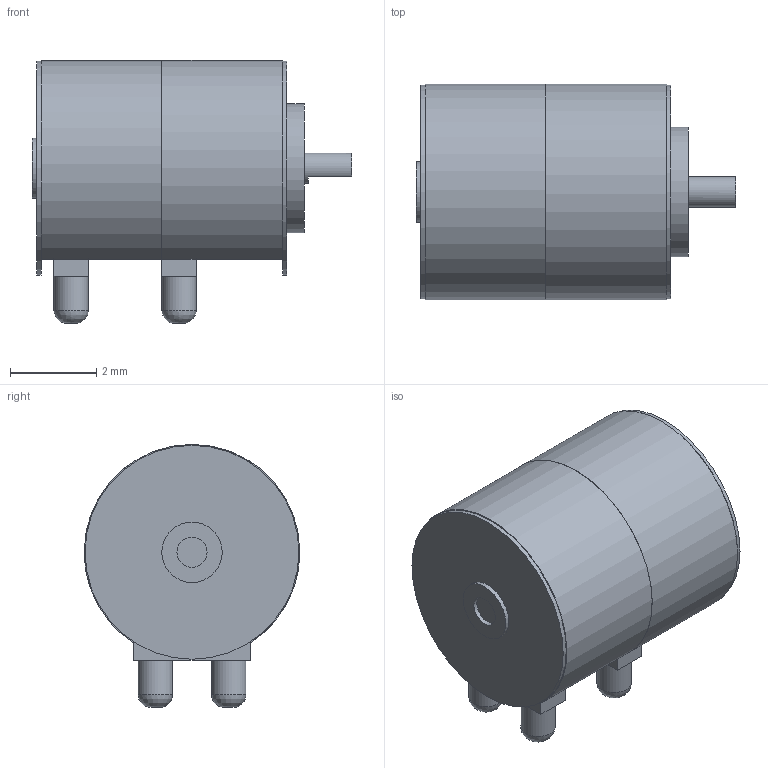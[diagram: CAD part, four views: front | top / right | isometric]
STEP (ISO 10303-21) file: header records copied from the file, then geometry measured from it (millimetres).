
FILE_DESCRIPTION(('FreeCAD Model'),'2;1');
FILE_NAME('Open CASCADE Shape Model','2025-01-06T12:05:31',(''),(''), 'Open CASCADE STEP processor 7.8','FreeCAD','Unknown');
FILE_SCHEMA(('AUTOMOTIVE_DESIGN { 1 0 10303 214 1 1 1 1 }'));
Length unit declared in the file: millimetre
Products named in the file (15): Assembly; Part; BushingFront; EndCapFront; CoilFront; BodyFront; Shaft; CoilRear; BodyRear; EndCapRear; BushingRear; ConnectorBlockFront; ConnectorBlockRear; PinsFront; PinsRear
Assembly tree (14 placements, depth 3):
  Assembly
    Part
      BushingFront
      EndCapFront
      CoilFront
      BodyFront
      Shaft
      CoilRear
      BodyRear
      EndCapRear
      BushingRear
      ConnectorBlockFront
      ConnectorBlockRear
      PinsFront
      PinsRear
Bounding box: 7.4 x 5 x 6.1 mm (x, y, z)
Volume: 81.1 mm3; surface area: 471 mm2
Topology: 15 solids, 15 shells, 79 faces, 145 edges, 98 vertices
Faces by surface type: plane 50, cylinder 25, revolution 4
Full cylindrical faces by diameter (mm): 0.7 x2, 0.72 x1, 0.8 x4, 1.2 x1, 1.22 x7, 1.4 x1, 3 x1, 4 x2, 4.96 x2
Entity records: 2427 total; most frequent: DIRECTION 397, CARTESIAN_POINT 365, ORIENTED_EDGE 290, AXIS2_PLACEMENT_3D 158, EDGE_CURVE 145, VERTEX_POINT 98, FACE_BOUND 97, EDGE_LOOP 97
